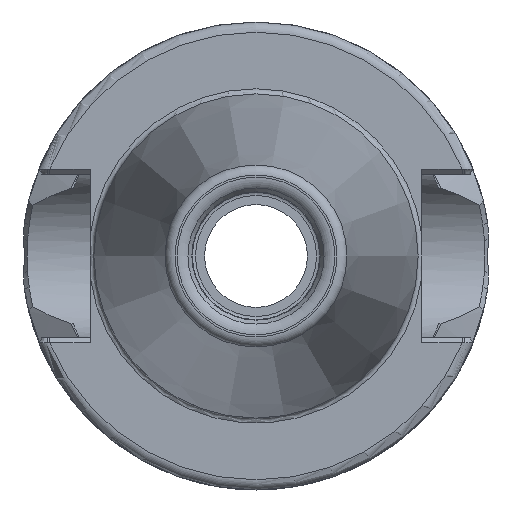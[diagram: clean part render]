
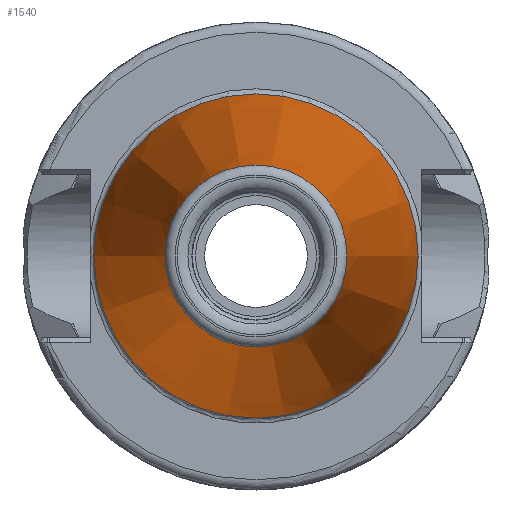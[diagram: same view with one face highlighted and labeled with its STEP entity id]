
A CAD part, left-side view. The second image highlights one B-rep face of the part: STEP entity #1540.
In plain terms, the highlighted conical face has half-angle 8.297 degrees and reference radius 12.437 mm.
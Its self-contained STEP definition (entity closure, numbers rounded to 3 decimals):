
#43=CONICAL_SURFACE('',#1721,12.437,0.145);
#190=CIRCLE('',#1717,8.941);
#191=CIRCLE('',#1718,8.941);
#192=CIRCLE('',#1719,8.941);
#194=CIRCLE('',#1722,15.933);
#195=CIRCLE('',#1723,15.933);
#275=FACE_OUTER_BOUND('',#364,.T.);
#364=EDGE_LOOP('',(#1431,#1432,#1433,#1434,#1435,#1436,#1437));
#436=LINE('',#3404,#508);
#508=VECTOR('',#2121,12.437);
#726=VERTEX_POINT('',#3392);
#727=VERTEX_POINT('',#3393);
#728=VERTEX_POINT('',#3395);
#729=VERTEX_POINT('',#3400);
#730=VERTEX_POINT('',#3401);
#961=EDGE_CURVE('',#726,#727,#190,.T.);
#962=EDGE_CURVE('',#728,#726,#191,.T.);
#963=EDGE_CURVE('',#727,#728,#192,.T.);
#965=EDGE_CURVE('',#729,#730,#194,.T.);
#966=EDGE_CURVE('',#730,#729,#195,.T.);
#967=EDGE_CURVE('',#730,#728,#436,.T.);
#1431=ORIENTED_EDGE('',*,*,#965,.F.);
#1432=ORIENTED_EDGE('',*,*,#966,.F.);
#1433=ORIENTED_EDGE('',*,*,#967,.T.);
#1434=ORIENTED_EDGE('',*,*,#962,.T.);
#1435=ORIENTED_EDGE('',*,*,#961,.T.);
#1436=ORIENTED_EDGE('',*,*,#963,.T.);
#1437=ORIENTED_EDGE('',*,*,#967,.F.);
#1540=ADVANCED_FACE('',(#275),#43,.T.);
#1717=AXIS2_PLACEMENT_3D('',#3394,#2107,#2108);
#1718=AXIS2_PLACEMENT_3D('',#3396,#2109,#2110);
#1719=AXIS2_PLACEMENT_3D('',#3397,#2111,#2112);
#1721=AXIS2_PLACEMENT_3D('',#3399,#2115,#2116);
#1722=AXIS2_PLACEMENT_3D('',#3402,#2117,#2118);
#1723=AXIS2_PLACEMENT_3D('',#3403,#2119,#2120);
#2107=DIRECTION('center_axis',(1.,0.,0.));
#2108=DIRECTION('ref_axis',(0.,0.,-1.));
#2109=DIRECTION('center_axis',(1.,0.,0.));
#2110=DIRECTION('ref_axis',(0.,0.,-1.));
#2111=DIRECTION('center_axis',(1.,0.,0.));
#2112=DIRECTION('ref_axis',(0.,0.,-1.));
#2115=DIRECTION('center_axis',(1.,0.,0.));
#2116=DIRECTION('ref_axis',(0.,1.,0.));
#2117=DIRECTION('center_axis',(1.,0.,0.));
#2118=DIRECTION('ref_axis',(0.,0.,-1.));
#2119=DIRECTION('center_axis',(1.,0.,0.));
#2120=DIRECTION('ref_axis',(0.,0.,-1.));
#2121=DIRECTION('',(-0.99,0.144,0.));
#3392=CARTESIAN_POINT('',(-47.944,8.941,0.));
#3393=CARTESIAN_POINT('',(-47.944,0.,8.941));
#3394=CARTESIAN_POINT('Origin',(-47.944,0.,
0.));
#3395=CARTESIAN_POINT('',(-47.944,-8.941,0.));
#3396=CARTESIAN_POINT('Origin',(-47.944,0.,
0.));
#3397=CARTESIAN_POINT('Origin',(-47.944,0.,
0.));
#3399=CARTESIAN_POINT('Origin',(-23.972,0.,0.));
#3400=CARTESIAN_POINT('',(0.,15.933,0.));
#3401=CARTESIAN_POINT('',(0.,-15.933,0.));
#3402=CARTESIAN_POINT('Origin',(0.,0.,
0.));
#3403=CARTESIAN_POINT('Origin',(0.,0.,
0.));
#3404=CARTESIAN_POINT('',(-23.972,-12.437,0.));
